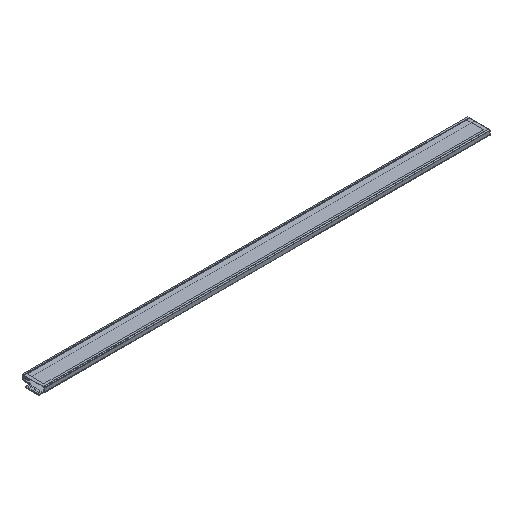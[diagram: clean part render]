
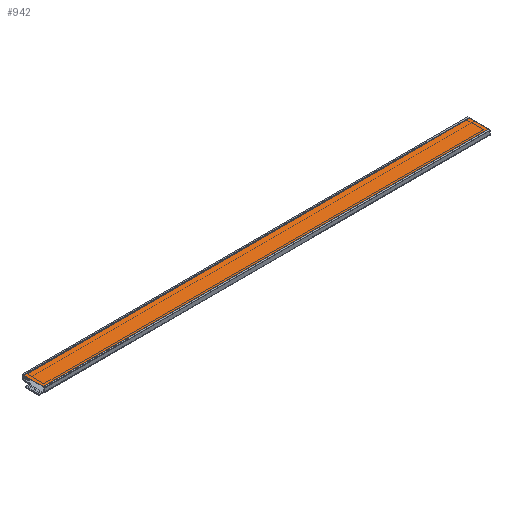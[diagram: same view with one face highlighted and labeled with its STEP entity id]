
A CAD part, isometric view. The second image highlights one B-rep face of the part: STEP entity #942.
In plain terms, the highlighted planar face has unit normal (0, 0, 1).
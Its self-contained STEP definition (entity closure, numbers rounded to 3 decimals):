
#75 = VECTOR ( 'NONE', #2067, 1000. ) ;
#130 = DIRECTION ( 'NONE',  ( -1., 0., 0. ) ) ;
#151 = CARTESIAN_POINT ( 'NONE',  ( 290., 13.4, 0. ) ) ;
#158 = VERTEX_POINT ( 'NONE', #1810 ) ;
#173 = DIRECTION ( 'NONE',  ( 1., 0., 0. ) ) ;
#199 = CARTESIAN_POINT ( 'NONE',  ( -2., 0.7, 0. ) ) ;
#230 = VERTEX_POINT ( 'NONE', #1654 ) ;
#442 = LINE ( 'NONE', #2705, #75 ) ;
#636 = ORIENTED_EDGE ( 'NONE', *, *, #1455, .T. ) ;
#791 = CARTESIAN_POINT ( 'NONE',  ( -2., 0.7, 0. ) ) ;
#806 = PLANE ( 'NONE',  #1273 ) ;
#942 = ADVANCED_FACE ( 'NONE', ( #2415 ), #806, .F. ) ;
#970 = VECTOR ( 'NONE', #130, 1000. ) ;
#1001 = EDGE_CURVE ( 'NONE', #158, #1643, #442, .T. ) ;
#1006 = DIRECTION ( 'NONE',  ( -1., 0., 0. ) ) ;
#1015 = CARTESIAN_POINT ( 'NONE',  ( 0., 0., 0. ) ) ;
#1109 = EDGE_LOOP ( 'NONE', ( #2351, #1407, #636, #2268 ) ) ;
#1142 = LINE ( 'NONE', #1422, #970 ) ;
#1273 = AXIS2_PLACEMENT_3D ( 'NONE', #1015, #1680, #1006 ) ;
#1407 = ORIENTED_EDGE ( 'NONE', *, *, #2528, .T. ) ;
#1422 = CARTESIAN_POINT ( 'NONE',  ( -2., 13.4, 0. ) ) ;
#1455 = EDGE_CURVE ( 'NONE', #2296, #158, #1142, .T. ) ;
#1476 = LINE ( 'NONE', #791, #2217 ) ;
#1552 = EDGE_CURVE ( 'NONE', #1643, #230, #1476, .T. ) ;
#1643 = VERTEX_POINT ( 'NONE', #199 ) ;
#1654 = CARTESIAN_POINT ( 'NONE',  ( 290., 0.7, 0. ) ) ;
#1680 = DIRECTION ( 'NONE',  ( 0., 0., -1. ) ) ;
#1770 = DIRECTION ( 'NONE',  ( 0., 1., 0. ) ) ;
#1810 = CARTESIAN_POINT ( 'NONE',  ( -2., 13.4, 0. ) ) ;
#1964 = CARTESIAN_POINT ( 'NONE',  ( 290., 0., 0. ) ) ;
#2067 = DIRECTION ( 'NONE',  ( 0., -1., 0. ) ) ;
#2149 = VECTOR ( 'NONE', #1770, 1000. ) ;
#2217 = VECTOR ( 'NONE', #173, 1000. ) ;
#2233 = LINE ( 'NONE', #1964, #2149 ) ;
#2268 = ORIENTED_EDGE ( 'NONE', *, *, #1001, .T. ) ;
#2296 = VERTEX_POINT ( 'NONE', #151 ) ;
#2351 = ORIENTED_EDGE ( 'NONE', *, *, #1552, .T. ) ;
#2415 = FACE_OUTER_BOUND ( 'NONE', #1109, .T. ) ;
#2528 = EDGE_CURVE ( 'NONE', #230, #2296, #2233, .T. ) ;
#2705 = CARTESIAN_POINT ( 'NONE',  ( -2., 0., 0. ) ) ;
